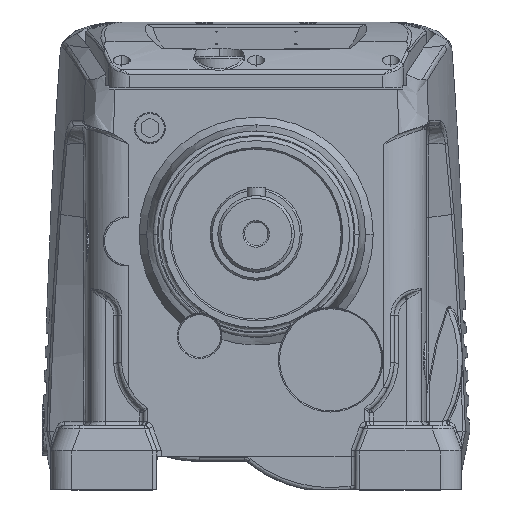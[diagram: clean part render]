
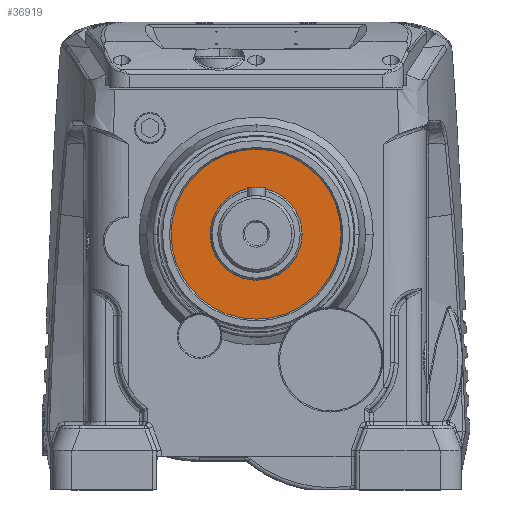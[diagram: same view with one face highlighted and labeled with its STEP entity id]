
A CAD part, top view. The second image highlights one B-rep face of the part: STEP entity #36919.
In plain terms, the highlighted planar face has unit normal (0, 0, 1).
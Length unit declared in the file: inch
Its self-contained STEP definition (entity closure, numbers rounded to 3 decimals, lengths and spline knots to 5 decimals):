
#1380 = DIRECTION ( 'NONE',  ( 1., 0., 0. ) ) ;
#3774 = EDGE_CURVE ( 'NONE', #41970, #62037, #6806, .T. ) ;
#3920 = VERTEX_POINT ( 'NONE', #7118 ) ;
#6462 = CARTESIAN_POINT ( 'NONE',  ( 0.00001, 6.29921, 1.90945 ) ) ;
#6806 = CIRCLE ( 'NONE', #93286, 2.3622 ) ;
#6986 = DIRECTION ( 'NONE',  ( 0., 0., -1. ) ) ;
#7118 = CARTESIAN_POINT ( 'NONE',  ( -1.27952, 6.29921, 1.90945 ) ) ;
#10146 = EDGE_LOOP ( 'NONE', ( #69184, #77051 ) ) ;
#10608 = CARTESIAN_POINT ( 'NONE',  ( 1.27954, 6.29921, 1.90945 ) ) ;
#15023 = DIRECTION ( 'NONE',  ( 0., 0., 1. ) ) ;
#15218 = CARTESIAN_POINT ( 'NONE',  ( 0.00001, 6.29921, 1.90945 ) ) ;
#21801 = DIRECTION ( 'NONE',  ( 1., 0., 0. ) ) ;
#21944 = DIRECTION ( 'NONE',  ( 1., 0., 0. ) ) ;
#25950 = FACE_OUTER_BOUND ( 'NONE', #10146, .T. ) ;
#30351 = CARTESIAN_POINT ( 'NONE',  ( -2.36219, 6.29921, 1.90945 ) ) ;
#31061 = DIRECTION ( 'NONE',  ( 0., 0., -1. ) ) ;
#31515 = VERTEX_POINT ( 'NONE', #10608 ) ;
#35025 = ORIENTED_EDGE ( 'NONE', *, *, #43442, .T. ) ;
#36919 = ADVANCED_FACE ( 'NONE', ( #41262, #25950 ), #41306, .T. ) ;
#39067 = DIRECTION ( 'NONE',  ( 1., 0., 0. ) ) ;
#41262 = FACE_BOUND ( 'NONE', #66878, .T. ) ;
#41306 = PLANE ( 'NONE',  #59627 ) ;
#41970 = VERTEX_POINT ( 'NONE', #30351 ) ;
#43442 = EDGE_CURVE ( 'NONE', #3920, #31515, #66587, .T. ) ;
#43458 = AXIS2_PLACEMENT_3D ( 'NONE', #83763, #31061, #53739 ) ;
#43648 = AXIS2_PLACEMENT_3D ( 'NONE', #60521, #46011, #39067 ) ;
#46011 = DIRECTION ( 'NONE',  ( 0., 0., 1. ) ) ;
#46485 = DIRECTION ( 'NONE',  ( 0., 0., 1. ) ) ;
#52555 = ORIENTED_EDGE ( 'NONE', *, *, #64079, .T. ) ;
#53739 = DIRECTION ( 'NONE',  ( 1., 0., 0. ) ) ;
#56683 = CIRCLE ( 'NONE', #43648, 2.3622 ) ;
#59627 = AXIS2_PLACEMENT_3D ( 'NONE', #84051, #46485, #1380 ) ;
#60521 = CARTESIAN_POINT ( 'NONE',  ( 0.00001, 6.29921, 1.90945 ) ) ;
#62037 = VERTEX_POINT ( 'NONE', #67579 ) ;
#64079 = EDGE_CURVE ( 'NONE', #31515, #3920, #88682, .T. ) ;
#65088 = EDGE_CURVE ( 'NONE', #62037, #41970, #56683, .T. ) ;
#66587 = CIRCLE ( 'NONE', #43458, 1.27953 ) ;
#66878 = EDGE_LOOP ( 'NONE', ( #52555, #35025 ) ) ;
#67579 = CARTESIAN_POINT ( 'NONE',  ( 2.36222, 6.29921, 1.90945 ) ) ;
#69184 = ORIENTED_EDGE ( 'NONE', *, *, #65088, .T. ) ;
#72111 = AXIS2_PLACEMENT_3D ( 'NONE', #15218, #6986, #21801 ) ;
#77051 = ORIENTED_EDGE ( 'NONE', *, *, #3774, .T. ) ;
#83763 = CARTESIAN_POINT ( 'NONE',  ( 0.00001, 6.29921, 1.90945 ) ) ;
#84051 = CARTESIAN_POINT ( 'NONE',  ( 0., 0., 1.90945 ) ) ;
#88682 = CIRCLE ( 'NONE', #72111, 1.27953 ) ;
#93286 = AXIS2_PLACEMENT_3D ( 'NONE', #6462, #15023, #21944 ) ;
